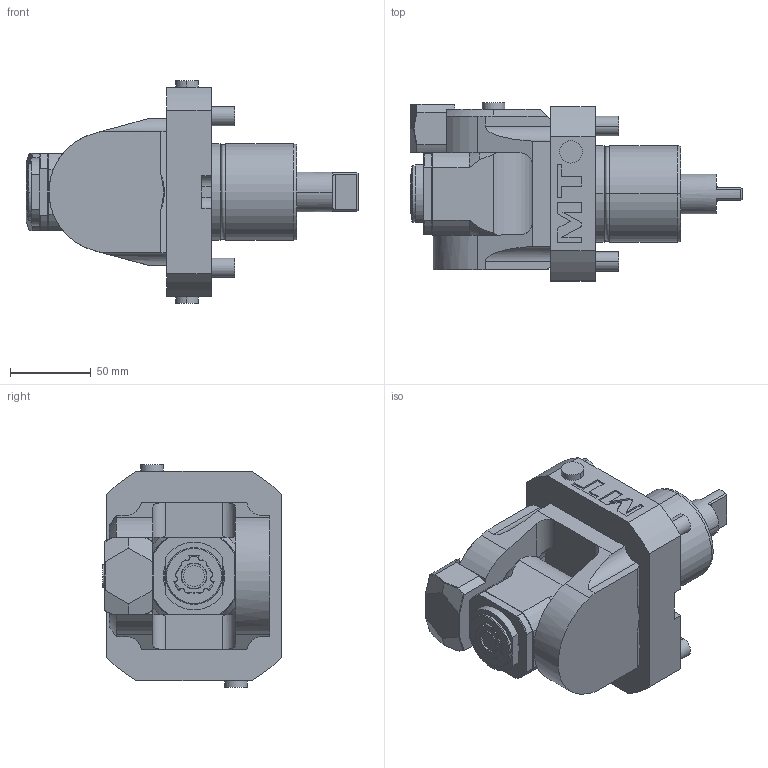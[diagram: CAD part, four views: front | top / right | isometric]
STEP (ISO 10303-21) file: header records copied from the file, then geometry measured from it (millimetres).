
FILE_DESCRIPTION((''),'2;1');
FILE_NAME('MNL0645220_CONF','2024-12-11T16:55:36',('smalpassi'),('M.T. srl'),'CREO PARAMETRIC BY PTC INC, 2023352','CREO PARAMETRIC BY PTC INC, 2023352','');
FILE_SCHEMA(('CONFIG_CONTROL_DESIGN'));
Length unit declared in the file: millimetre
Products named in the file (1): MNL0645220_CONF
Bounding box: 205.7 x 110.5 x 138 mm (x, y, z)
Volume: 1007156.3 mm3; surface area: 97918.7 mm2
Topology: 1 solids, 1 shells, 372 faces, 966 edges, 624 vertices
Faces by surface type: plane 175, cylinder 117, cone 53, torus 11, bspline 10, extrusion 4, sphere 2
Entity records: 12810 total; most frequent: CARTESIAN_POINT 3757, ORIENTED_EDGE 1932, DIRECTION 1801, EDGE_CURVE 966, AXIS2_PLACEMENT_3D 635, VERTEX_POINT 624, VECTOR 531, LINE 527
